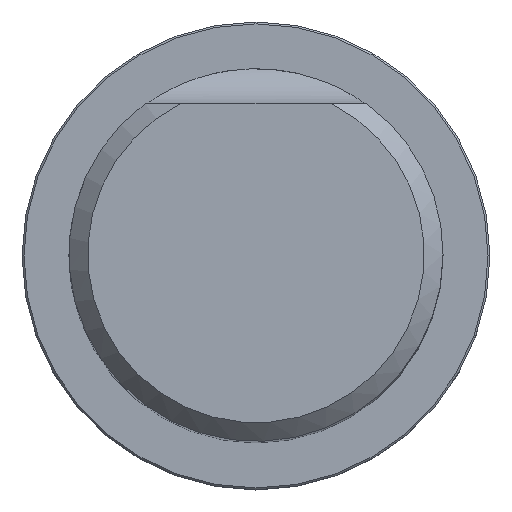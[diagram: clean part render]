
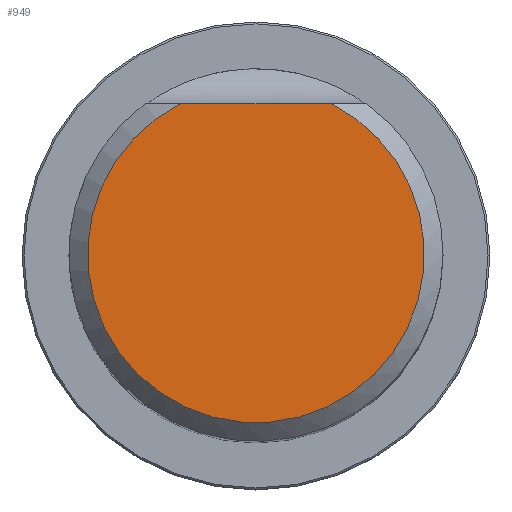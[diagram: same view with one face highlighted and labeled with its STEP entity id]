
A CAD part, top view. The second image highlights one B-rep face of the part: STEP entity #949.
In plain terms, the highlighted planar face has unit normal (0, 0, 1).
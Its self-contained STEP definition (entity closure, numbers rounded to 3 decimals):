
#200=PLANE('',#4867);
#419=LINE('',#7083,#657);
#657=VECTOR('',#5457,1.);
#949=ADVANCED_FACE('CU_SU_1',(#1275),#200,.T.);
#1275=FACE_OUTER_BOUND('',#1507,.T.);
#1507=EDGE_LOOP('',(#2202,#2203));
#1922=CIRCLE('',#4866,8.997);
#2202=ORIENTED_EDGE('',*,*,#3925,.F.);
#2203=ORIENTED_EDGE('',*,*,#3926,.F.);
#3452=VERTEX_POINT('',#7081);
#3453=VERTEX_POINT('',#7082);
#3925=EDGE_CURVE('',#3452,#3453,#1922,.T.);
#3926=EDGE_CURVE('',#3453,#3452,#419,.T.);
#4866=AXIS2_PLACEMENT_3D('',#7080,#5455,#5456);
#4867=AXIS2_PLACEMENT_3D('',#7084,#5458,#5459);
#5455=DIRECTION('',(0.,0.,-1.));
#5456=DIRECTION('',(1.,0.,0.));
#5457=DIRECTION('',(1.,0.,0.));
#5458=DIRECTION('',(0.,0.,1.));
#5459=DIRECTION('',(1.,0.,0.));
#7080=CARTESIAN_POINT('',(0.,0.,50.));
#7081=CARTESIAN_POINT('',(4.011,8.053,50.));
#7082=CARTESIAN_POINT('',(-4.011,8.053,50.));
#7083=CARTESIAN_POINT('',(-50.,8.053,50.));
#7084=CARTESIAN_POINT('',(0.,0.,50.));
